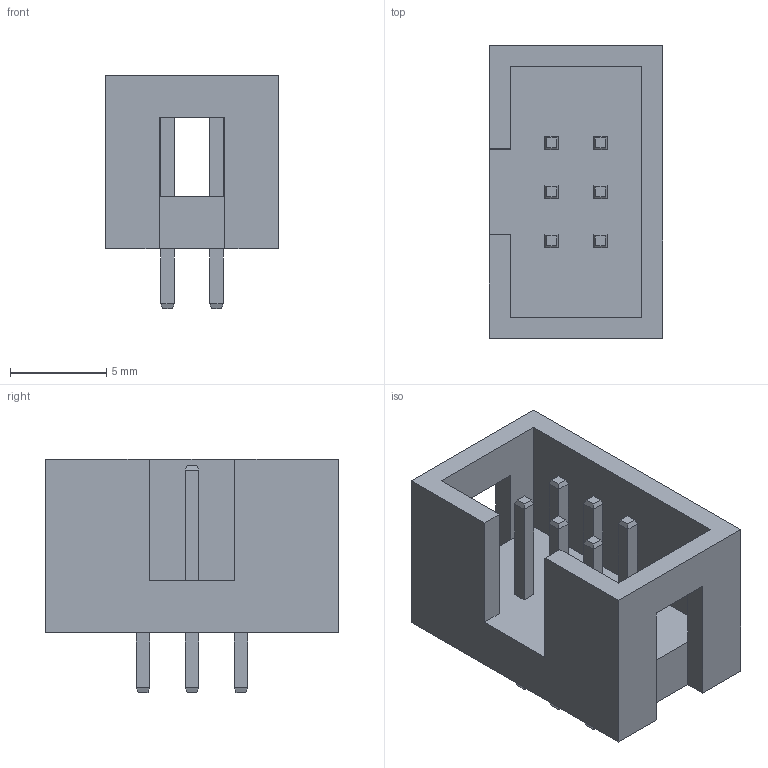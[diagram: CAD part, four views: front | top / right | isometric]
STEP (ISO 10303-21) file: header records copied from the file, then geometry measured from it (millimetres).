
FILE_DESCRIPTION (( 'STEP AP214' ), '1' );
FILE_NAME ('PinHeader_2x03_P2.54mm_Vertical_w_enclosure.STEP', '2018-12-10T09:22:42', ( '' ), ( '' ), 'SwSTEP 2.0', 'SolidWorks 2016', '' );
FILE_SCHEMA (( 'AUTOMOTIVE_DESIGN' ));
Length unit declared in the file: millimetre
Products named in the file (1): PinHeader_2x03_P2.54mm_Vertical_w_enclosure
Bounding box: 9 x 15.2 x 12.1 mm (x, y, z)
Volume: 619 mm3; surface area: 1040.2 mm2
Topology: 1 solids, 1 shells, 130 faces, 308 edges, 188 vertices
Faces by surface type: plane 130
Entity records: 4826 total; most frequent: CARTESIAN_POINT 627, ORIENTED_EDGE 616, DIRECTION 570, EDGE_CURVE 308, LINE 308, VECTOR 308, VERTEX_POINT 188, EDGE_LOOP 142
